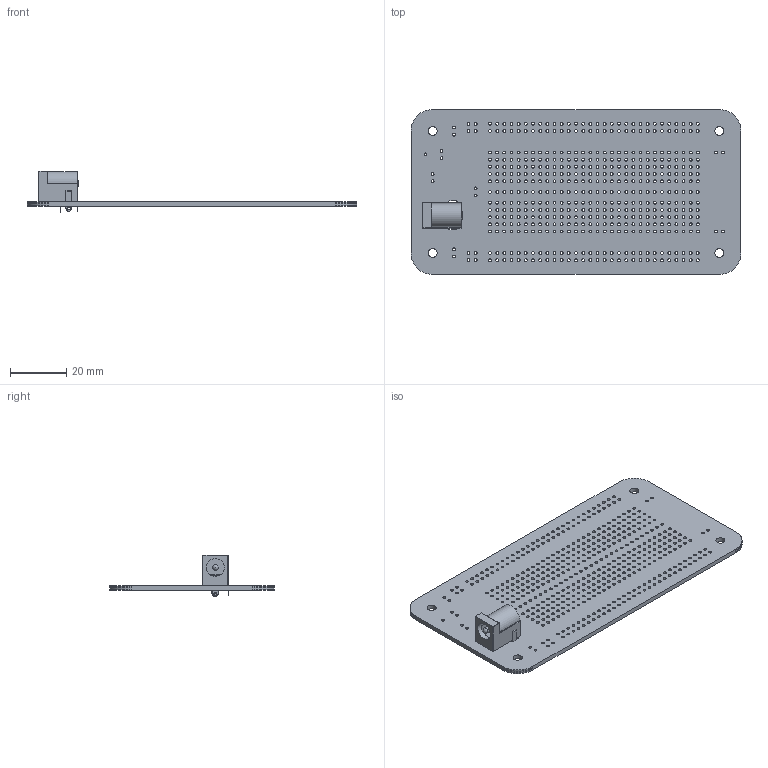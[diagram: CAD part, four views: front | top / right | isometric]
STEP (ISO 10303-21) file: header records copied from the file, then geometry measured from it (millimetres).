
FILE_DESCRIPTION(('KiCad electronic assembly'),'2;1');
FILE_NAME('Proto_Half_V2_1.step','2024-03-14T21:32:12',('Pcbnew'),( 'Kicad'),'Open CASCADE STEP processor 7.7','KiCad to STEP converter' ,'Unknown');
FILE_SCHEMA(('AUTOMOTIVE_DESIGN { 1 0 10303 214 1 1 1 1 }'));
Length unit declared in the file: millimetre
Products named in the file (4): Proto_Half_V2_1 1; BarrelJack_Horizontal; COMPOUND; _autosave-Proto_Half_V2_1 PCB
Assembly tree (3 placements, depth 3):
  Proto_Half_V2_1 1
    BarrelJack_Horizontal
      COMPOUND
    _autosave-Proto_Half_V2_1 PCB
Bounding box: 116.84 x 58.42 x 14.6 mm (x, y, z)
Volume: 10880.8 mm3; surface area: 17227.6 mm2
Topology: 6 solids, 6 shells, 742 faces, 2163 edges, 1431 vertices
Faces by surface type: cylinder 501, plane 234, sphere 5, extrusion 2
Full cylindrical faces by diameter (mm): 1 x475, 1.5 x2, 2 x2, 3.2 x4, 6.3 x1
Entity records: 58869 total; most frequent: CARTESIAN_POINT 14916, DIRECTION 7970, VECTOR 4462, LINE 4460, ORIENTED_EDGE 4316, PCURVE 4316, DEFINITIONAL_REPRESENTATION 4316, EDGE_CURVE 2158
